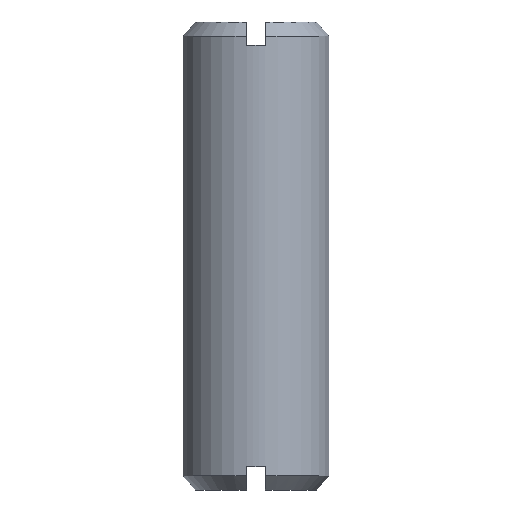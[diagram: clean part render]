
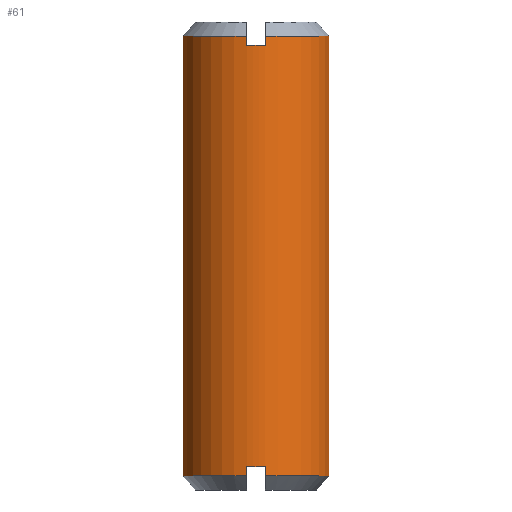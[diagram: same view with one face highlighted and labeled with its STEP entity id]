
A CAD part, left-side view. The second image highlights one B-rep face of the part: STEP entity #61.
In plain terms, the highlighted cylindrical face has radius 8 mm (diameter 16 mm), a partial arc.
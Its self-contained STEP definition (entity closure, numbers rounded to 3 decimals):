
#11 = CARTESIAN_POINT ( 'NONE',  ( -7.937, -1., -2.5 ) ) ;
#14 = CIRCLE ( 'NONE', #737, 8. ) ;
#34 = CIRCLE ( 'NONE', #451, 8. ) ;
#39 = CARTESIAN_POINT ( 'NONE',  ( -7.937, -1., -48.5 ) ) ;
#57 = ORIENTED_EDGE ( 'NONE', *, *, #275, .T. ) ;
#61 = ADVANCED_FACE ( 'NONE', ( #717 ), #652, .T. ) ;
#70 = EDGE_CURVE ( 'NONE', #167, #852, #328, .T. ) ;
#75 = CARTESIAN_POINT ( 'NONE',  ( -1.796, -7.796, 0. ) ) ;
#82 = CARTESIAN_POINT ( 'NONE',  ( -1.796, 7.796, -48.5 ) ) ;
#90 = CIRCLE ( 'NONE', #885, 8. ) ;
#92 = EDGE_CURVE ( 'NONE', #573, #845, #282, .T. ) ;
#99 = VECTOR ( 'NONE', #483, 1000. ) ;
#125 = ORIENTED_EDGE ( 'NONE', *, *, #367, .T. ) ;
#145 = VECTOR ( 'NONE', #843, 1000. ) ;
#149 = DIRECTION ( 'NONE',  ( 0., 0., 1. ) ) ;
#153 = CARTESIAN_POINT ( 'NONE',  ( 0., 0., -1.5 ) ) ;
#162 = AXIS2_PLACEMENT_3D ( 'NONE', #659, #174, #314 ) ;
#163 = DIRECTION ( 'NONE',  ( 1., 0., 0. ) ) ;
#167 = VERTEX_POINT ( 'NONE', #407 ) ;
#171 = CARTESIAN_POINT ( 'NONE',  ( -7.937, 1., 0. ) ) ;
#174 = DIRECTION ( 'NONE',  ( 0., 0., -1. ) ) ;
#181 = CARTESIAN_POINT ( 'NONE',  ( 0., 0., -47.5 ) ) ;
#189 = AXIS2_PLACEMENT_3D ( 'NONE', #153, #426, #500 ) ;
#191 = CARTESIAN_POINT ( 'NONE',  ( -1.796, 7.796, -1.5 ) ) ;
#197 = VECTOR ( 'NONE', #149, 1000. ) ;
#209 = EDGE_CURVE ( 'NONE', #619, #287, #421, .T. ) ;
#227 = CARTESIAN_POINT ( 'NONE',  ( 0., 0., -1.5 ) ) ;
#234 = DIRECTION ( 'NONE',  ( 0., 0., 1. ) ) ;
#244 = LINE ( 'NONE', #171, #519 ) ;
#246 = ORIENTED_EDGE ( 'NONE', *, *, #867, .T. ) ;
#248 = DIRECTION ( 'NONE',  ( 1., 0., 0. ) ) ;
#250 = ORIENTED_EDGE ( 'NONE', *, *, #326, .T. ) ;
#259 = EDGE_CURVE ( 'NONE', #619, #573, #751, .T. ) ;
#271 = ORIENTED_EDGE ( 'NONE', *, *, #803, .F. ) ;
#275 = EDGE_CURVE ( 'NONE', #695, #425, #244, .T. ) ;
#282 = LINE ( 'NONE', #75, #99 ) ;
#287 = VERTEX_POINT ( 'NONE', #11 ) ;
#290 = DIRECTION ( 'NONE',  ( 0., 0., -1. ) ) ;
#296 = LINE ( 'NONE', #856, #761 ) ;
#314 = DIRECTION ( 'NONE',  ( -1., 0., 0. ) ) ;
#323 = VERTEX_POINT ( 'NONE', #658 ) ;
#326 = EDGE_CURVE ( 'NONE', #569, #167, #429, .T. ) ;
#328 = LINE ( 'NONE', #352, #145 ) ;
#351 = CIRCLE ( 'NONE', #162, 8. ) ;
#352 = CARTESIAN_POINT ( 'NONE',  ( -7.937, -1., 0. ) ) ;
#367 = EDGE_CURVE ( 'NONE', #829, #323, #14, .T. ) ;
#378 = CARTESIAN_POINT ( 'NONE',  ( -7.937, -1., 0. ) ) ;
#387 = ORIENTED_EDGE ( 'NONE', *, *, #601, .T. ) ;
#394 = DIRECTION ( 'NONE',  ( 0., 0., 1. ) ) ;
#407 = CARTESIAN_POINT ( 'NONE',  ( -7.937, -1., -47.5 ) ) ;
#418 = CARTESIAN_POINT ( 'NONE',  ( -7.937, 1., -47.5 ) ) ;
#421 = LINE ( 'NONE', #378, #888 ) ;
#424 = EDGE_LOOP ( 'NONE', ( #271, #894, #125, #387, #250, #752, #748, #859, #507, #841, #246, #57 ) ) ;
#425 = VERTEX_POINT ( 'NONE', #663 ) ;
#426 = DIRECTION ( 'NONE',  ( 0., 0., 1. ) ) ;
#429 = CIRCLE ( 'NONE', #814, 8. ) ;
#451 = AXIS2_PLACEMENT_3D ( 'NONE', #819, #394, #896 ) ;
#460 = CARTESIAN_POINT ( 'NONE',  ( 0., 0., -48.5 ) ) ;
#462 = DIRECTION ( 'NONE',  ( 0., 0., 1. ) ) ;
#476 = LINE ( 'NONE', #604, #197 ) ;
#483 = DIRECTION ( 'NONE',  ( 0., 0., -1. ) ) ;
#492 = DIRECTION ( 'NONE',  ( 1., 0., 0. ) ) ;
#496 = CARTESIAN_POINT ( 'NONE',  ( -7.937, 1., -2.5 ) ) ;
#500 = DIRECTION ( 'NONE',  ( 1., 0., 0. ) ) ;
#507 = ORIENTED_EDGE ( 'NONE', *, *, #259, .F. ) ;
#510 = VERTEX_POINT ( 'NONE', #191 ) ;
#519 = VECTOR ( 'NONE', #234, 1000. ) ;
#539 = EDGE_CURVE ( 'NONE', #852, #845, #34, .T. ) ;
#564 = CARTESIAN_POINT ( 'NONE',  ( -7.937, -1., -1.5 ) ) ;
#569 = VERTEX_POINT ( 'NONE', #418 ) ;
#573 = VERTEX_POINT ( 'NONE', #840 ) ;
#601 = EDGE_CURVE ( 'NONE', #323, #569, #476, .T. ) ;
#604 = CARTESIAN_POINT ( 'NONE',  ( -7.937, 1., 0. ) ) ;
#619 = VERTEX_POINT ( 'NONE', #564 ) ;
#650 = DIRECTION ( 'NONE',  ( 0., 0., 1. ) ) ;
#652 = CYLINDRICAL_SURFACE ( 'NONE', #874, 8. ) ;
#658 = CARTESIAN_POINT ( 'NONE',  ( -7.937, 1., -48.5 ) ) ;
#659 = CARTESIAN_POINT ( 'NONE',  ( 0., 0., -2.5 ) ) ;
#663 = CARTESIAN_POINT ( 'NONE',  ( -7.937, 1., -1.5 ) ) ;
#695 = VERTEX_POINT ( 'NONE', #496 ) ;
#717 = FACE_OUTER_BOUND ( 'NONE', #424, .T. ) ;
#737 = AXIS2_PLACEMENT_3D ( 'NONE', #460, #462, #815 ) ;
#748 = ORIENTED_EDGE ( 'NONE', *, *, #539, .T. ) ;
#751 = CIRCLE ( 'NONE', #189, 8. ) ;
#752 = ORIENTED_EDGE ( 'NONE', *, *, #70, .T. ) ;
#761 = VECTOR ( 'NONE', #650, 1000. ) ;
#762 = DIRECTION ( 'NONE',  ( 0., 0., 1. ) ) ;
#773 = CARTESIAN_POINT ( 'NONE',  ( 0., 0., 0. ) ) ;
#802 = CARTESIAN_POINT ( 'NONE',  ( -1.796, -7.796, -48.5 ) ) ;
#803 = EDGE_CURVE ( 'NONE', #510, #425, #90, .T. ) ;
#814 = AXIS2_PLACEMENT_3D ( 'NONE', #181, #873, #248 ) ;
#815 = DIRECTION ( 'NONE',  ( 1., 0., 0. ) ) ;
#819 = CARTESIAN_POINT ( 'NONE',  ( 0., 0., -48.5 ) ) ;
#825 = EDGE_CURVE ( 'NONE', #829, #510, #296, .T. ) ;
#829 = VERTEX_POINT ( 'NONE', #82 ) ;
#840 = CARTESIAN_POINT ( 'NONE',  ( -1.796, -7.796, -1.5 ) ) ;
#841 = ORIENTED_EDGE ( 'NONE', *, *, #209, .T. ) ;
#843 = DIRECTION ( 'NONE',  ( 0., 0., -1. ) ) ;
#845 = VERTEX_POINT ( 'NONE', #802 ) ;
#849 = DIRECTION ( 'NONE',  ( 0., 0., 1. ) ) ;
#852 = VERTEX_POINT ( 'NONE', #39 ) ;
#856 = CARTESIAN_POINT ( 'NONE',  ( -1.796, 7.796, 0. ) ) ;
#859 = ORIENTED_EDGE ( 'NONE', *, *, #92, .F. ) ;
#867 = EDGE_CURVE ( 'NONE', #287, #695, #351, .T. ) ;
#873 = DIRECTION ( 'NONE',  ( 0., 0., 1. ) ) ;
#874 = AXIS2_PLACEMENT_3D ( 'NONE', #773, #762, #492 ) ;
#885 = AXIS2_PLACEMENT_3D ( 'NONE', #227, #849, #163 ) ;
#888 = VECTOR ( 'NONE', #290, 1000. ) ;
#894 = ORIENTED_EDGE ( 'NONE', *, *, #825, .F. ) ;
#896 = DIRECTION ( 'NONE',  ( 1., 0., 0. ) ) ;
